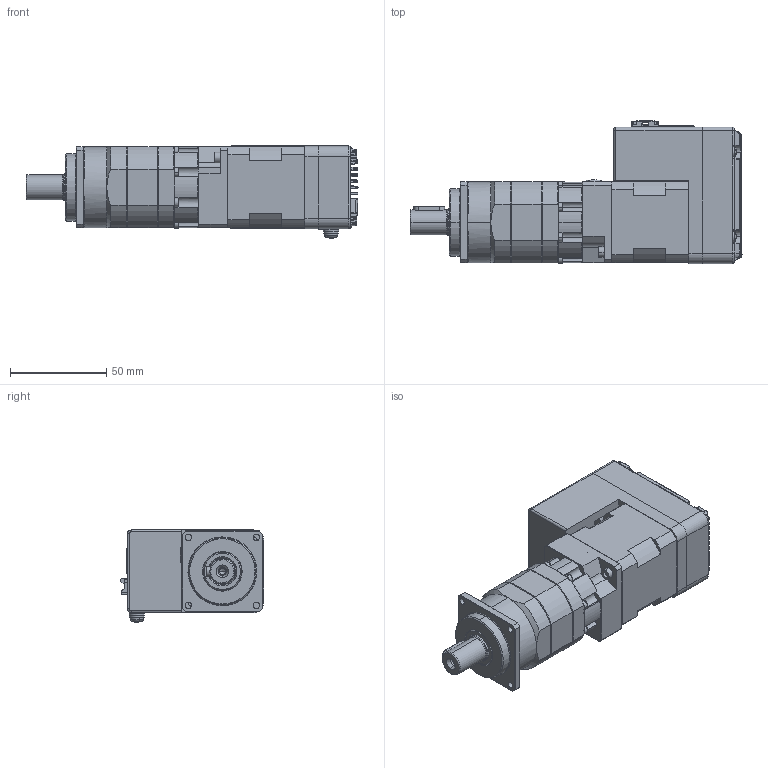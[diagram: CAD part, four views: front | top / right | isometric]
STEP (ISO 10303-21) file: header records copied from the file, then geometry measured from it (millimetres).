
FILE_DESCRIPTION (( 'STEP AP203' ), '1' );
FILE_NAME ('P11B-MO-042-08-R01.STEP', '2020-04-28T11:34:51', ( '' ), ( '' ), 'SwSTEP 2.0', 'SolidWorks 2018', '' );
FILE_SCHEMA (( 'CONFIG_CONTROL_DESIGN' ));
Length unit declared in the file: millimetre
Products named in the file (31): 877601016; M119-EC-042-01-R00; M119-EC-042-02-R02; ST42 2ST_ル遽; 09455511103_100183220MOD000B; 瞪錳薄樓醴喀攪-1; M119-EC-042-05-R00; socket head cap screw_ks_KS 1003 - M3 x 8 x 8-N; sams; small circular plain washer_jis_JIS B 1256 Small circular 4; 瞪錳薄樓醴喀攪-5; pan cross head_ks_KS 1023 PC- M3 x 20-N; P11B-MO-042-08-R01; 瞪錳蕾樓攪喀攪; 瞪錳薄樓醴喀攪-2; 42EC-PCB2-01; 791091004; pan cross head_ks_KS 1023 PC- M3 x 25-N; M119-EC-042-04-R00; 42EC-PCB4-03; 5016451220; 42EC-PCB5-03; M117-MO-042-02-R01_湀_; 20R-JMCS-G-B-TF(NSA); pan cross head_ks_KS 1023 PC- M4 x 6-N; spring lock washer_2_jis_JIS B 1251 No.2 4; KMG; 20PS-JMCS-G-1B-TF(N); 瞪錳薄樓醴喀攪-3; 42EC-PCB1-01; 瞪錳薄樓醴喀攪-4
Assembly tree (38 placements, depth 3):
  P11B-MO-042-08-R01
    M119-EC-042-02-R02
    pan cross head_ks_KS 1023 PC- M3 x 20-N  x2
    pan cross head_ks_KS 1023 PC- M3 x 25-N  x2
    42EC-PCB5-03
    42EC-PCB1-01
    M119-EC-042-01-R00
    M119-EC-042-04-R00
    42EC-PCB2-01
    M117-MO-042-02-R01_湀_
    瞪錳蕾樓攪喀攪
      瞪錳薄樓醴喀攪-1
      瞪錳薄樓醴喀攪-2
      瞪錳薄樓醴喀攪-3
      瞪錳薄樓醴喀攪-4
      瞪錳薄樓醴喀攪-5
    09455511103_100183220MOD000B  x2
    5016451220
    42EC-PCB4-03
    20PS-JMCS-G-1B-TF(N)  x2
    20R-JMCS-G-B-TF(NSA)  x2
    KMG
    791091004  x2
    877601016  x2
    M119-EC-042-05-R00
    socket head cap screw_ks_KS 1003 - M3 x 8 x 8-N  x2
    ST42 2ST_ル遽
    sams
      small circular plain washer_jis_JIS B 1256 Small circular 4
      spring lock washer_2_jis_JIS B 1251 No.2 4
      pan cross head_ks_KS 1023 PC- M4 x 6-N
Bounding box: 172.6 x 74.6 x 47.84 mm (x, y, z)
Volume: 241816.7 mm3; surface area: 103444.1 mm2
Topology: 36 solids, 41 shells, 6064 faces, 16176 edges, 10247 vertices
Faces by surface type: plane 4186, cylinder 1215, bspline 299, cone 220, sphere 75, torus 69
Entity records: 138771 total; most frequent: CARTESIAN_POINT 32977, ORIENTED_EDGE 22022, DIRECTION 20293, EDGE_CURVE 11011, LINE 7743, VECTOR 7743, VERTEX_POINT 6965, AXIS2_PLACEMENT_3D 6275
